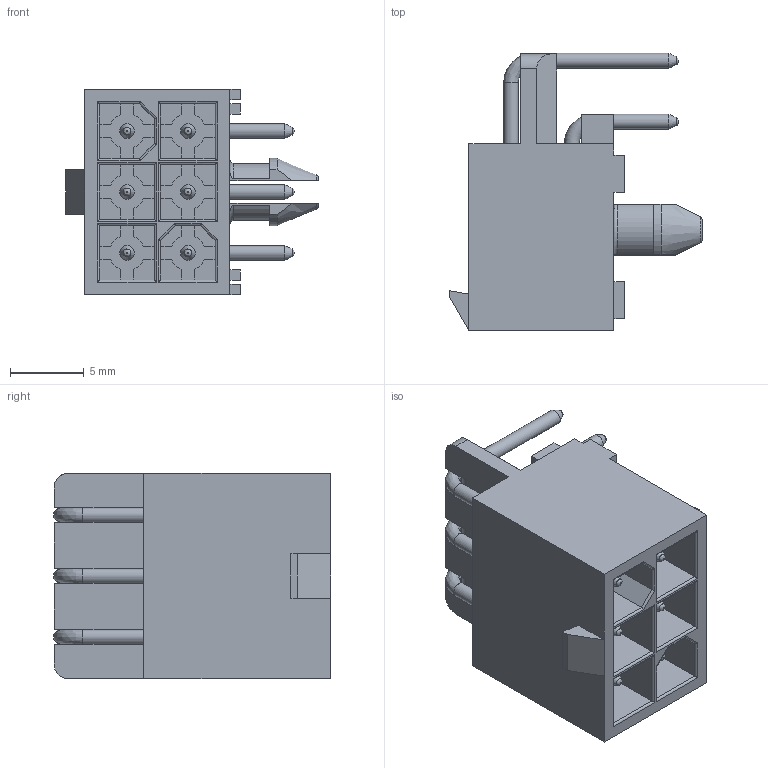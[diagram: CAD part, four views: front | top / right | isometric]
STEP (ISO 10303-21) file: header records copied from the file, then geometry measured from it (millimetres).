
FILE_DESCRIPTION( ('This file contains a STEP AP42 implementation' ,'as created by ZW3D STEP Interface translator.') ,'2;1' );
FILE_NAME( 'WF4141-2WR03WX2.stp' ,'231019.152958', (''), ('ZWCAD Software Co.'), 'Version 1.0', 'ZW3D to STEP translator', '' );
FILE_SCHEMA(('AUTOMOTIVE_DESIGN { 1 0 10303 214 1 1 1 1 }'));
Length unit declared in the file: millimetre
Products named in the file (2): 0; WF4141-2WR03WX2
Bounding box: 17.16 x 18.84 x 13.97 mm (x, y, z)
Volume: 1230.8 mm3; surface area: 2791.1 mm2
Topology: 1 solids, 1 shells, 505 faces, 1362 edges, 884 vertices
Faces by surface type: plane 366, cylinder 88, cone 26, bspline 15, torus 10
Full cylindrical faces by diameter (mm): 1 x18
Entity records: 16702 total; most frequent: CARTESIAN_POINT 3460, ORIENTED_EDGE 2730, DIRECTION 2497, EDGE_CURVE 1362, VECTOR 1117, LINE 1117, VERTEX_POINT 884, AXIS2_PLACEMENT_3D 690
